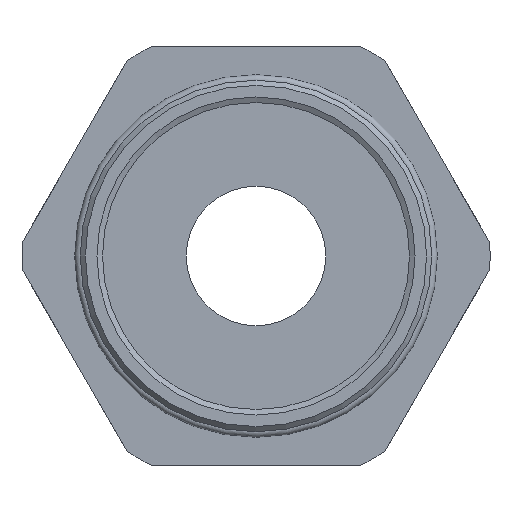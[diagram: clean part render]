
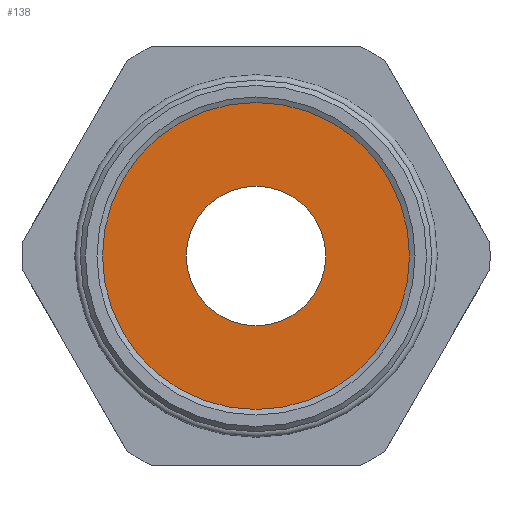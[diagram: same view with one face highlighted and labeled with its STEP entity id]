
A CAD part, left-side view. The second image highlights one B-rep face of the part: STEP entity #138.
In plain terms, the highlighted planar face has unit normal (-1, 0, 0).
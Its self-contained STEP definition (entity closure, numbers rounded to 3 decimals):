
#138 = ADVANCED_FACE( '', ( #353, #354 ), #355, .T. );
#353 = FACE_BOUND( '', #669, .T. );
#354 = FACE_OUTER_BOUND( '', #670, .T. );
#355 = PLANE( '', #671 );
#669 = EDGE_LOOP( '', ( #1028 ) );
#670 = EDGE_LOOP( '', ( #1029 ) );
#671 = AXIS2_PLACEMENT_3D( '', #1030, #1031, #1032 );
#1028 = ORIENTED_EDGE( '', *, *, #1751, .T. );
#1029 = ORIENTED_EDGE( '', *, *, #1752, .F. );
#1030 = CARTESIAN_POINT( '', ( 15., 27.52, 0. ) );
#1031 = DIRECTION( '', ( -1., 0., 0. ) );
#1032 = DIRECTION( '', ( 0., 0., 1. ) );
#1751 = EDGE_CURVE( '', #2072, #2072, #2073, .T. );
#1752 = EDGE_CURVE( '', #2074, #2074, #2075, .T. );
#2072 = VERTEX_POINT( '', #2551 );
#2073 = CIRCLE( '', #2552, 12.5 );
#2074 = VERTEX_POINT( '', #2553 );
#2075 = CIRCLE( '', #2554, 27.52 );
#2551 = CARTESIAN_POINT( '', ( 15., 0., -12.5 ) );
#2552 = AXIS2_PLACEMENT_3D( '', #3111, #3112, #3113 );
#2553 = CARTESIAN_POINT( '', ( 15., 0., -27.52 ) );
#2554 = AXIS2_PLACEMENT_3D( '', #3114, #3115, #3116 );
#3111 = CARTESIAN_POINT( '', ( 15., 0., 0. ) );
#3112 = DIRECTION( '', ( 1., 0., 0. ) );
#3113 = DIRECTION( '', ( 0., 0., -1. ) );
#3114 = CARTESIAN_POINT( '', ( 15., 0., 0. ) );
#3115 = DIRECTION( '', ( 1., 0., 0. ) );
#3116 = DIRECTION( '', ( 0., 0., -1. ) );
